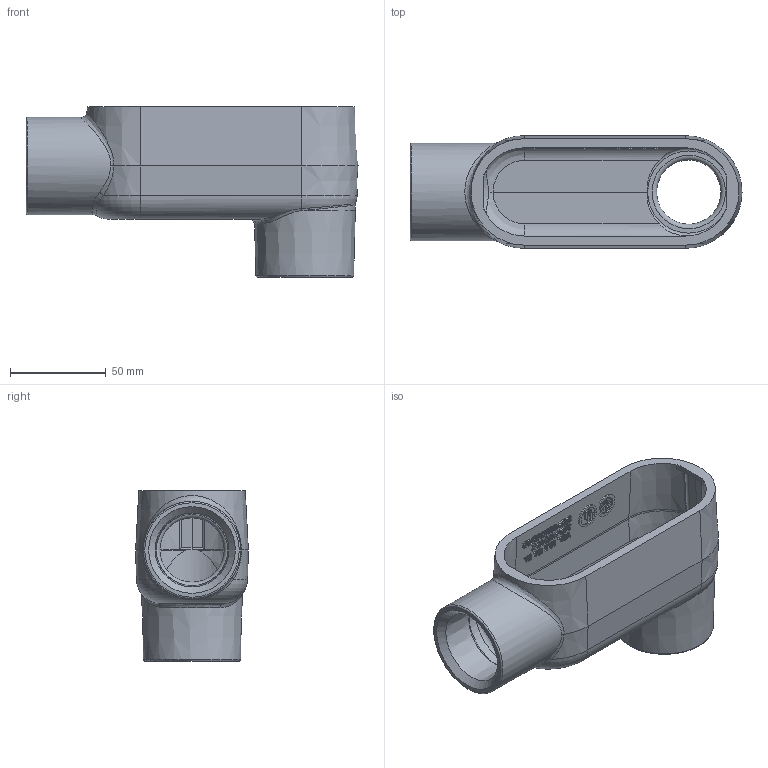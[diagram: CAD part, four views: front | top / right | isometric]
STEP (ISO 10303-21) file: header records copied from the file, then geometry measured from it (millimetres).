
FILE_DESCRIPTION(/* description */ ('LB47'),/* implementation_level */ '2;1');
FILE_NAME(/* name */ 'KIL_LB47.stp',/* time_stamp */ '2019-02-15T13:28:33+06:00',/* author */ ('avenkatesan'),/* organization */ (''),/* preprocessor_version */ 'ST-DEVELOPER v17',/* originating_system */ 'Autodesk Inventor 2018',/* authorisation */ '');
FILE_SCHEMA (('AUTOMOTIVE_DESIGN { 1 0 10303 214 3 1 1 }'));
Length unit declared in the file: inch
Products named in the file (1): 17682-2
Bounding box: 173.25 x 58.82 x 89.02 mm (x, y, z)
Volume: 159479.5 mm3; surface area: 66758.7 mm2
Topology: 1 solids, 1 shells, 862 faces, 2390 edges, 1654 vertices
Faces by surface type: plane 531, bspline 255, cylinder 40, cone 22, torus 14
Full cylindrical faces by diameter (mm): 1.181 x1, 1.41 x1, 10.35 x1, 12.7 x1, 42.316 x2, 50.8 x1
Entity records: 31273 total; most frequent: CARTESIAN_POINT 10936, ORIENTED_EDGE 4666, DIRECTION 3212, EDGE_CURVE 2333, LINE 1624, VECTOR 1624, VERTEX_POINT 1544, EDGE_LOOP 937
